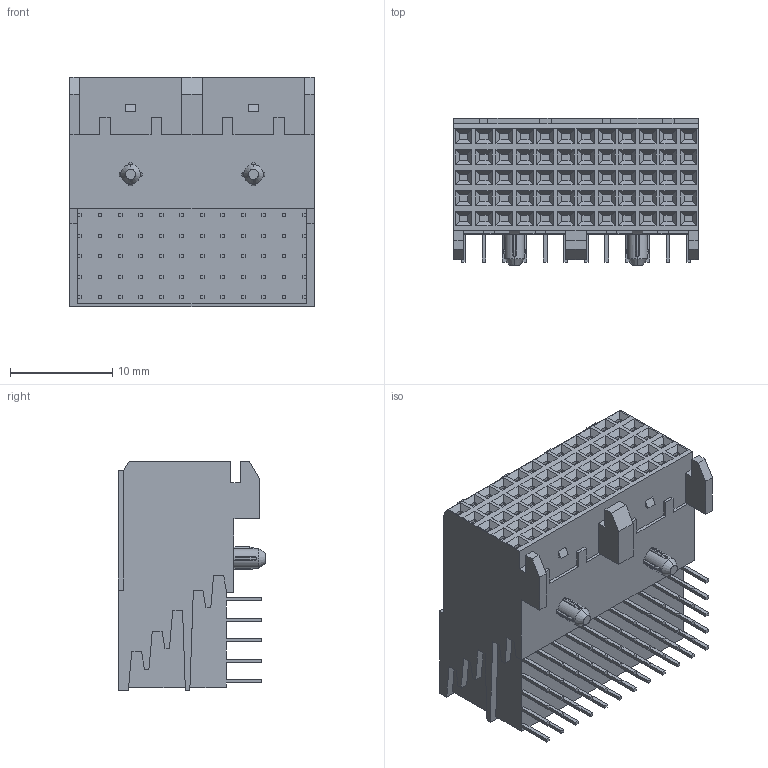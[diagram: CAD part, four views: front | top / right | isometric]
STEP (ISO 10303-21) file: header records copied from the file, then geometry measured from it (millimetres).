
FILE_DESCRIPTION((''),'2;1');
FILE_NAME('C-5223004-2','2018-02-07T',('workeradm'),('TE Connectivity Ltd.'),'CREO PARAMETRIC BY PTC INC, 2016050','CREO PARAMETRIC BY PTC INC, 2016050','');
FILE_SCHEMA(('AUTOMOTIVE_DESIGN { 1 0 10303 214 1 1 1 1 }'));
Length unit declared in the file: millimetre
Products named in the file (1): C-5223004-2
Bounding box: 23.88 x 14.4 x 22.45 mm (x, y, z)
Volume: 5565.5 mm3; surface area: 2762.6 mm2
Topology: 1 solids, 1 shells, 1028 faces, 2461 edges, 1550 vertices
Faces by surface type: plane 988, cylinder 36, cone 4
Entity records: 29256 total; most frequent: CARTESIAN_POINT 5520, ORIENTED_EDGE 4922, DIRECTION 4505, EDGE_CURVE 2461, VECTOR 2385, LINE 2385, VERTEX_POINT 1550, EDGE_LOOP 1143
